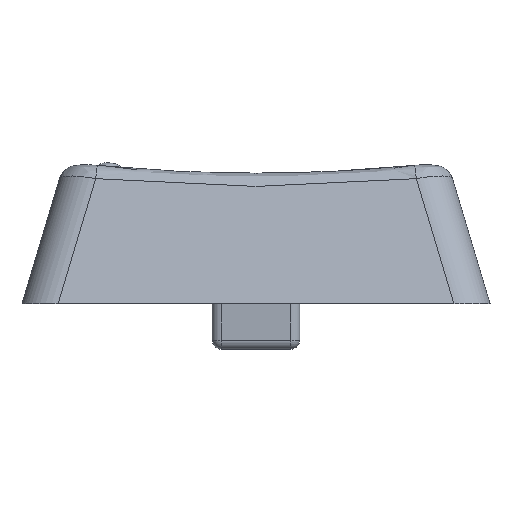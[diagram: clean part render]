
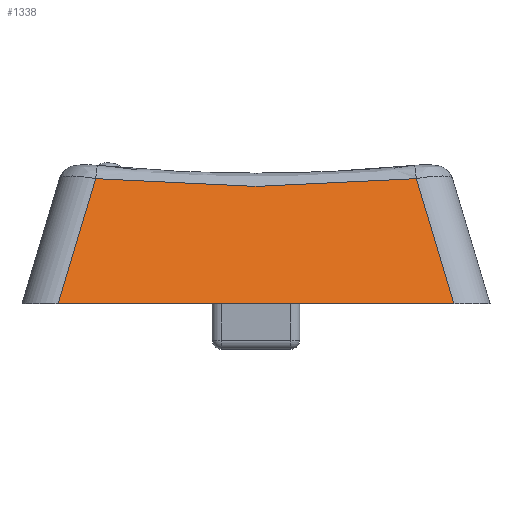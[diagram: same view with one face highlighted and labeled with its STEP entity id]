
A CAD part, left-side view. The second image highlights one B-rep face of the part: STEP entity #1338.
In plain terms, the highlighted planar face has unit normal (-0.958, 0, 0.287).
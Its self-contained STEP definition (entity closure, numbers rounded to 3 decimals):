
#1214=CARTESIAN_POINT('',(46.25,-202.053,-2.5));
#1215=VERTEX_POINT('',#1214);
#1223=CARTESIAN_POINT('',(46.25,-188.947,-2.5));
#1224=VERTEX_POINT('',#1223);
#1225=CARTESIAN_POINT('',(46.25,-188.947,-2.5));
#1226=DIRECTION('',(-0.,-1.,-0.));
#1227=VECTOR('',#1226,13.105);
#1228=LINE('',#1225,#1227);
#1229=EDGE_CURVE('',#1224,#1215,#1228,.T.);
#1307=CARTESIAN_POINT('',(46.972,-195.5,-0.092));
#1308=DIRECTION('',(-0.958,0.,0.287));
#1309=DIRECTION('',(0.287,0.,0.958));
#1310=AXIS2_PLACEMENT_3D('',#1307,#1308,#1309);
#1311=PLANE('',#1310);
#1312=CARTESIAN_POINT('',(47.494,-200.808,1.648));
#1313=VERTEX_POINT('',#1312);
#1314=CARTESIAN_POINT('',(46.25,-202.053,-2.5));
#1315=DIRECTION('',(0.276,0.276,0.921));
#1316=VECTOR('',#1315,4.505);
#1317=LINE('',#1314,#1316);
#1318=EDGE_CURVE('',#1215,#1313,#1317,.T.);
#1319=ORIENTED_EDGE('',*,*,#1318,.T.);
#1320=CARTESIAN_POINT('',(47.494,-190.192,1.648));
#1321=VERTEX_POINT('',#1320);
#1322=CARTESIAN_POINT('',(47.494,-200.808,1.648));
#1323=CARTESIAN_POINT('',(47.392,-197.269,1.306));
#1324=CARTESIAN_POINT('',(47.392,-193.731,1.306));
#1325=CARTESIAN_POINT('',(47.494,-190.192,1.648));
#1326=B_SPLINE_CURVE_WITH_KNOTS('',3,(#1322,#1323,#1324,#1325),.UNSPECIFIED.,.F.,.F.,(4,4),(0.,0.011),.UNSPECIFIED.);
#1327=EDGE_CURVE('',#1313,#1321,#1326,.T.);
#1328=ORIENTED_EDGE('',*,*,#1327,.T.);
#1329=CARTESIAN_POINT('',(47.494,-190.192,1.648));
#1330=DIRECTION('',(-0.276,0.276,-0.921));
#1331=VECTOR('',#1330,4.505);
#1332=LINE('',#1329,#1331);
#1333=EDGE_CURVE('',#1321,#1224,#1332,.T.);
#1334=ORIENTED_EDGE('',*,*,#1333,.T.);
#1335=ORIENTED_EDGE('',*,*,#1229,.T.);
#1336=EDGE_LOOP('',(#1319,#1328,#1334,#1335));
#1337=FACE_BOUND('',#1336,.T.);
#1338=ADVANCED_FACE('',(#1337),#1311,.T.);
